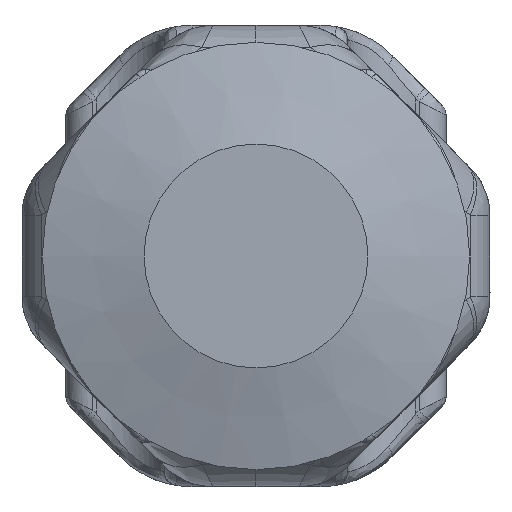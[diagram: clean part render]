
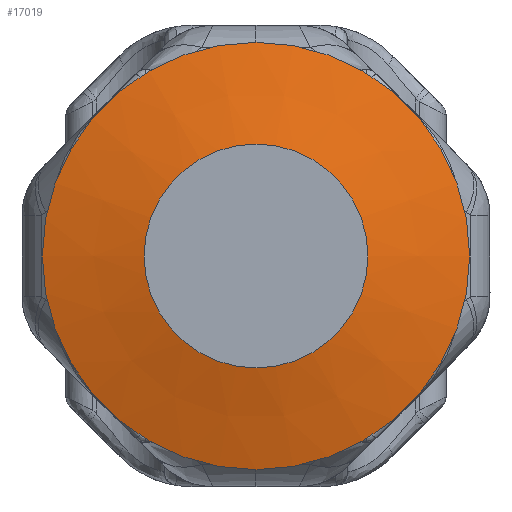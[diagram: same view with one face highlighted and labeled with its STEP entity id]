
A CAD part, front view. The second image highlights one B-rep face of the part: STEP entity #17019.
In plain terms, the highlighted conical face has half-angle 75 degrees and reference radius 24 mm.
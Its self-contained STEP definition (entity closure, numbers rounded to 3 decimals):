
#3198=CONICAL_SURFACE('',#18226,24.,75.);
#3637=FACE_BOUND('',#5126,.T.);
#4053=FACE_OUTER_BOUND('',#5125,.T.);
#5125=EDGE_LOOP('',(#11618));
#5126=EDGE_LOOP('',(#11619));
#6589=CIRCLE('',#18227,31.5);
#6590=CIRCLE('',#18228,16.5);
#7470=VERTEX_POINT('',#25530);
#7471=VERTEX_POINT('',#25532);
#9117=EDGE_CURVE('',#7470,#7470,#6589,.T.);
#9118=EDGE_CURVE('',#7471,#7471,#6590,.T.);
#11618=ORIENTED_EDGE('',*,*,#9117,.T.);
#11619=ORIENTED_EDGE('',*,*,#9118,.T.);
#17019=ADVANCED_FACE('',(#4053,#3637),#3198,.T.);
#18226=AXIS2_PLACEMENT_3D('',#25529,#20297,#20298);
#18227=AXIS2_PLACEMENT_3D('',#25531,#20299,#20300);
#18228=AXIS2_PLACEMENT_3D('',#25533,#20301,#20302);
#20297=DIRECTION('center_axis',(0.,1.,0.));
#20298=DIRECTION('ref_axis',(1.,0.,0.));
#20299=DIRECTION('center_axis',(0.,-1.,0.));
#20300=DIRECTION('ref_axis',(1.,0.,0.));
#20301=DIRECTION('center_axis',(0.,1.,0.));
#20302=DIRECTION('ref_axis',(1.,0.,0.));
#25529=CARTESIAN_POINT('Origin',(0.,2.01,0.));
#25530=CARTESIAN_POINT('',(-31.5,4.019,0.));
#25531=CARTESIAN_POINT('Origin',(0.,4.019,0.));
#25532=CARTESIAN_POINT('',(-16.5,0.,0.));
#25533=CARTESIAN_POINT('Origin',(0.,0.,0.));
